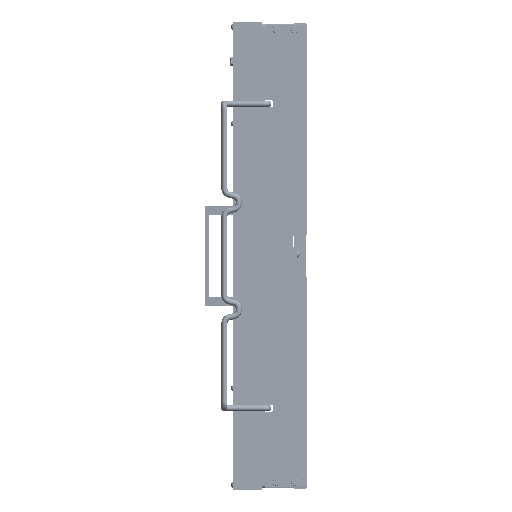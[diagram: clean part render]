
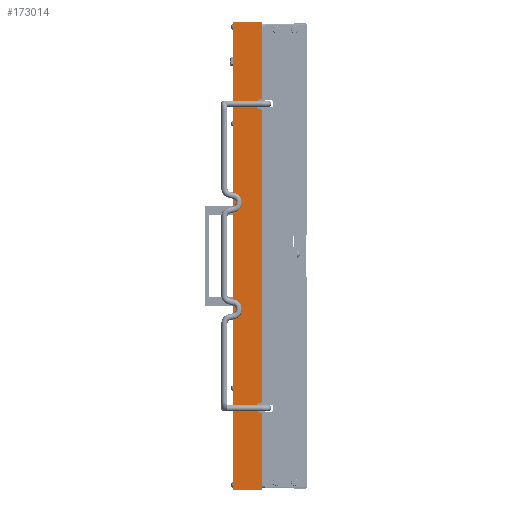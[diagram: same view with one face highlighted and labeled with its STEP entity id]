
A CAD part, left-side view. The second image highlights one B-rep face of the part: STEP entity #173014.
In plain terms, the highlighted planar face has unit normal (-1, 0, 0).
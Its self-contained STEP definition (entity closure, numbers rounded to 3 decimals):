
#463 = DIRECTION ( 'NONE',  ( 0., 1., 0. ) ) ;
#1008 = VECTOR ( 'NONE', #201650, 1000. ) ;
#10935 = CARTESIAN_POINT ( 'NONE',  ( -282.55, -17., 230.1 ) ) ;
#18141 = ORIENTED_EDGE ( 'NONE', *, *, #103037, .F. ) ;
#20197 = VERTEX_POINT ( 'NONE', #170226 ) ;
#20387 = EDGE_CURVE ( 'NONE', #116344, #20197, #113021, .T. ) ;
#29074 = DIRECTION ( 'NONE',  ( 0., 0., -1. ) ) ;
#29322 = ORIENTED_EDGE ( 'NONE', *, *, #32464, .F. ) ;
#32464 = EDGE_CURVE ( 'NONE', #60659, #234638, #225210, .T. ) ;
#33320 = ORIENTED_EDGE ( 'NONE', *, *, #20387, .F. ) ;
#34521 = CARTESIAN_POINT ( 'NONE',  ( -282.55, -16., 149. ) ) ;
#36148 = LINE ( 'NONE', #117370, #38944 ) ;
#38944 = VECTOR ( 'NONE', #83332, 1000. ) ;
#39054 = DIRECTION ( 'NONE',  ( 0., 0., -1. ) ) ;
#41408 = LINE ( 'NONE', #92393, #1008 ) ;
#41680 = ORIENTED_EDGE ( 'NONE', *, *, #183673, .F. ) ;
#46427 = EDGE_CURVE ( 'NONE', #78232, #104460, #41408, .T. ) ;
#46709 = EDGE_CURVE ( 'NONE', #78232, #180675, #90380, .T. ) ;
#47739 = DIRECTION ( 'NONE',  ( 0., 0., -1. ) ) ;
#48916 = PLANE ( 'NONE',  #161902 ) ;
#49991 = VERTEX_POINT ( 'NONE', #50048 ) ;
#50048 = CARTESIAN_POINT ( 'NONE',  ( -282.55, -16., 154. ) ) ;
#50764 = DIRECTION ( 'NONE',  ( 0., 0., 1. ) ) ;
#54217 = AXIS2_PLACEMENT_3D ( 'NONE', #163901, #126744, #238368 ) ;
#56841 = ORIENTED_EDGE ( 'NONE', *, *, #108386, .F. ) ;
#57581 = DIRECTION ( 'NONE',  ( -1., 0., 0. ) ) ;
#57772 = CARTESIAN_POINT ( 'NONE',  ( -282.55, -16., -144. ) ) ;
#58190 = CIRCLE ( 'NONE', #73083, 5. ) ;
#59225 = CARTESIAN_POINT ( 'NONE',  ( -282.55, -17., -153.899 ) ) ;
#60659 = VERTEX_POINT ( 'NONE', #59225 ) ;
#61211 = ORIENTED_EDGE ( 'NONE', *, *, #200279, .F. ) ;
#62437 = CARTESIAN_POINT ( 'NONE',  ( -282.55, -17., 230.1 ) ) ;
#63231 = CARTESIAN_POINT ( 'NONE',  ( -282.55, -17., -230.1 ) ) ;
#71601 = EDGE_CURVE ( 'NONE', #20197, #60659, #145781, .T. ) ;
#71715 = VECTOR ( 'NONE', #39054, 1000. ) ;
#73083 = AXIS2_PLACEMENT_3D ( 'NONE', #208023, #57581, #153790 ) ;
#73523 = VERTEX_POINT ( 'NONE', #76277 ) ;
#74772 = DIRECTION ( 'NONE',  ( 0., 0., 1. ) ) ;
#76277 = CARTESIAN_POINT ( 'NONE',  ( -282.55, -17., 144.101 ) ) ;
#76902 = CARTESIAN_POINT ( 'NONE',  ( -282.55, -17., -144.101 ) ) ;
#78232 = VERTEX_POINT ( 'NONE', #88699 ) ;
#83332 = DIRECTION ( 'NONE',  ( 0., 0., -1. ) ) ;
#84225 = ORIENTED_EDGE ( 'NONE', *, *, #147164, .F. ) ;
#85342 = DIRECTION ( 'NONE',  ( 1., 0., 0. ) ) ;
#85985 = DIRECTION ( 'NONE',  ( 0., 0., 1. ) ) ;
#87639 = DIRECTION ( 'NONE',  ( -1., 0., 0. ) ) ;
#88699 = CARTESIAN_POINT ( 'NONE',  ( -282.55, 12., 230.1 ) ) ;
#89261 = CIRCLE ( 'NONE', #54217, 5. ) ;
#90380 = LINE ( 'NONE', #158535, #151260 ) ;
#92393 = CARTESIAN_POINT ( 'NONE',  ( -282.55, -17., 230.1 ) ) ;
#103037 = EDGE_CURVE ( 'NONE', #73523, #218765, #36148, .T. ) ;
#104460 = VERTEX_POINT ( 'NONE', #62437 ) ;
#105471 = CARTESIAN_POINT ( 'NONE',  ( -282.55, 12., -230.1 ) ) ;
#106561 = DIRECTION ( 'NONE',  ( -1., 0., 0. ) ) ;
#108386 = EDGE_CURVE ( 'NONE', #175427, #49991, #89261, .T. ) ;
#113021 = CIRCLE ( 'NONE', #226686, 5. ) ;
#116344 = VERTEX_POINT ( 'NONE', #57772 ) ;
#117370 = CARTESIAN_POINT ( 'NONE',  ( -282.55, -17., 230.1 ) ) ;
#122578 = DIRECTION ( 'NONE',  ( 0., 0., -1. ) ) ;
#123235 = DIRECTION ( 'NONE',  ( -1., 0., 0. ) ) ;
#126744 = DIRECTION ( 'NONE',  ( -1., 0., 0. ) ) ;
#130851 = ORIENTED_EDGE ( 'NONE', *, *, #157657, .F. ) ;
#136086 = AXIS2_PLACEMENT_3D ( 'NONE', #34521, #106561, #50764 ) ;
#142656 = CARTESIAN_POINT ( 'NONE',  ( -282.55, -16., -149. ) ) ;
#143141 = VECTOR ( 'NONE', #463, 1000. ) ;
#145781 = CIRCLE ( 'NONE', #235165, 5. ) ;
#147164 = EDGE_CURVE ( 'NONE', #49991, #202596, #58190, .T. ) ;
#149989 = CARTESIAN_POINT ( 'NONE',  ( -282.55, -17., 230.1 ) ) ;
#151260 = VECTOR ( 'NONE', #47739, 1000. ) ;
#153790 = DIRECTION ( 'NONE',  ( 0., 0., 1. ) ) ;
#154707 = ORIENTED_EDGE ( 'NONE', *, *, #71601, .F. ) ;
#155088 = CIRCLE ( 'NONE', #136086, 5. ) ;
#157657 = EDGE_CURVE ( 'NONE', #218765, #116344, #191936, .T. ) ;
#158535 = CARTESIAN_POINT ( 'NONE',  ( -282.55, 12., 230.1 ) ) ;
#159094 = CARTESIAN_POINT ( 'NONE',  ( -282.55, -16., -149. ) ) ;
#160661 = CARTESIAN_POINT ( 'NONE',  ( -282.55, -17., 153.899 ) ) ;
#161902 = AXIS2_PLACEMENT_3D ( 'NONE', #10935, #85342, #122578 ) ;
#163901 = CARTESIAN_POINT ( 'NONE',  ( -282.55, -16., 149. ) ) ;
#170226 = CARTESIAN_POINT ( 'NONE',  ( -282.55, -16., -154. ) ) ;
#171467 = AXIS2_PLACEMENT_3D ( 'NONE', #159094, #213369, #177718 ) ;
#173014 = ADVANCED_FACE ( 'NONE', ( #195792 ), #48916, .F. ) ;
#175427 = VERTEX_POINT ( 'NONE', #160661 ) ;
#177718 = DIRECTION ( 'NONE',  ( 0., 0., 1. ) ) ;
#179824 = EDGE_LOOP ( 'NONE', ( #29322, #154707, #33320, #130851, #18141, #41680, #84225, #56841, #61211, #233919, #238999, #225122 ) ) ;
#180653 = CARTESIAN_POINT ( 'NONE',  ( -282.55, -16., -149. ) ) ;
#180675 = VERTEX_POINT ( 'NONE', #105471 ) ;
#183673 = EDGE_CURVE ( 'NONE', #202596, #73523, #155088, .T. ) ;
#183852 = CARTESIAN_POINT ( 'NONE',  ( -282.55, -16., 144. ) ) ;
#185785 = LINE ( 'NONE', #193413, #197401 ) ;
#191936 = CIRCLE ( 'NONE', #171467, 5. ) ;
#193413 = CARTESIAN_POINT ( 'NONE',  ( -282.55, -17., 230.1 ) ) ;
#195792 = FACE_OUTER_BOUND ( 'NONE', #179824, .T. ) ;
#197401 = VECTOR ( 'NONE', #29074, 1000. ) ;
#200279 = EDGE_CURVE ( 'NONE', #104460, #175427, #185785, .T. ) ;
#201650 = DIRECTION ( 'NONE',  ( 0., -1., 0. ) ) ;
#202596 = VERTEX_POINT ( 'NONE', #183852 ) ;
#208023 = CARTESIAN_POINT ( 'NONE',  ( -282.55, -16., 149. ) ) ;
#213369 = DIRECTION ( 'NONE',  ( -1., 0., 0. ) ) ;
#218269 = LINE ( 'NONE', #221306, #143141 ) ;
#218765 = VERTEX_POINT ( 'NONE', #76902 ) ;
#221306 = CARTESIAN_POINT ( 'NONE',  ( -282.55, -17., -230.1 ) ) ;
#223603 = EDGE_CURVE ( 'NONE', #234638, #180675, #218269, .T. ) ;
#225122 = ORIENTED_EDGE ( 'NONE', *, *, #223603, .F. ) ;
#225210 = LINE ( 'NONE', #149989, #71715 ) ;
#226686 = AXIS2_PLACEMENT_3D ( 'NONE', #142656, #123235, #85985 ) ;
#233919 = ORIENTED_EDGE ( 'NONE', *, *, #46427, .F. ) ;
#234638 = VERTEX_POINT ( 'NONE', #63231 ) ;
#235165 = AXIS2_PLACEMENT_3D ( 'NONE', #180653, #87639, #74772 ) ;
#238368 = DIRECTION ( 'NONE',  ( 0., 0., 1. ) ) ;
#238999 = ORIENTED_EDGE ( 'NONE', *, *, #46709, .T. ) ;
